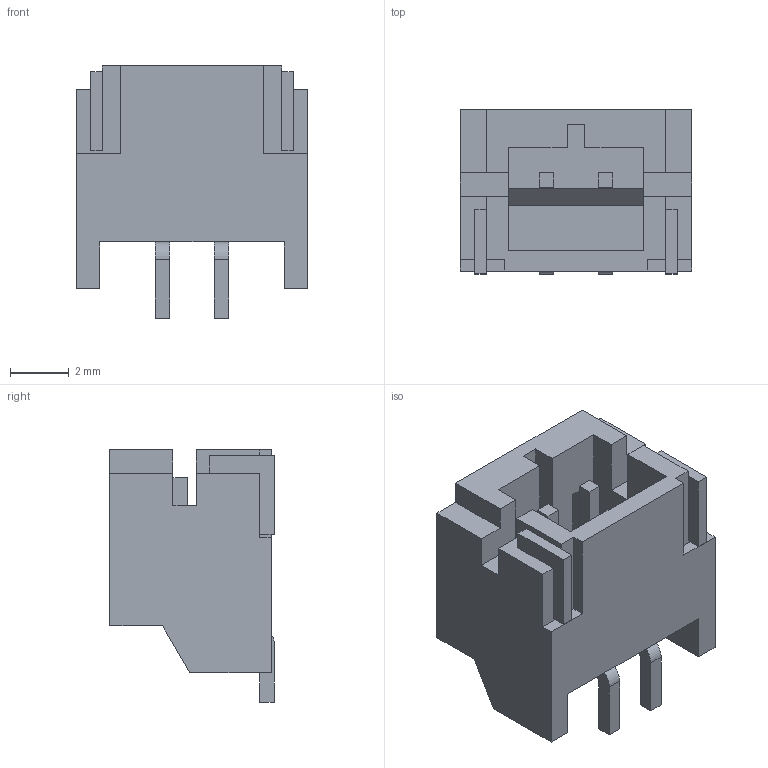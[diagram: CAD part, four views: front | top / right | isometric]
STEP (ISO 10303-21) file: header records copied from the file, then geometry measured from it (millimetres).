
FILE_DESCRIPTION (( 'STEP AP214' ), '1' );
FILE_NAME ('JST_PH_S2B-PH-SM4-TB_1x02-1MP_P2.00mm_Horizontal.step', '2020-03-27T07:08:46', ( '' ), ( '' ), 'SwSTEP 2.0', 'SolidWorks 2017', '' );
FILE_SCHEMA (( 'AUTOMOTIVE_DESIGN' ));
Length unit declared in the file: millimetre
Products named in the file (1): JST_PH_S2B-PH-SM4-TB_1x02-1MP_P2.00mm_Horizontal
Bounding box: 7.9 x 5.6 x 8.6 mm (x, y, z)
Volume: 174.4 mm3; surface area: 403.4 mm2
Topology: 1 solids, 1 shells, 90 faces, 260 edges, 172 vertices
Faces by surface type: plane 84, cylinder 6
Entity records: 3386 total; most frequent: CARTESIAN_POINT 523, ORIENTED_EDGE 520, DIRECTION 454, EDGE_CURVE 260, VECTOR 248, LINE 248, VERTEX_POINT 172, AXIS2_PLACEMENT_3D 103
